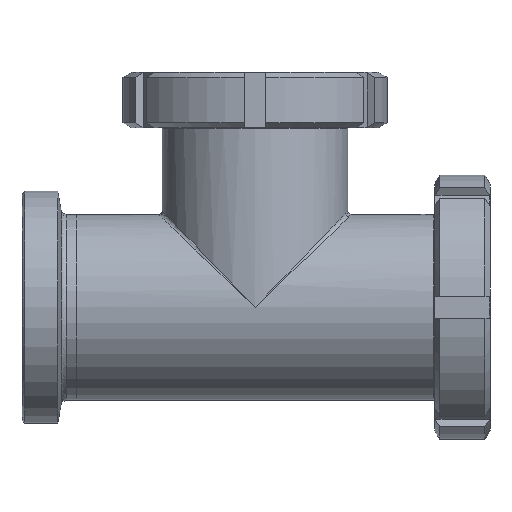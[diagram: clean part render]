
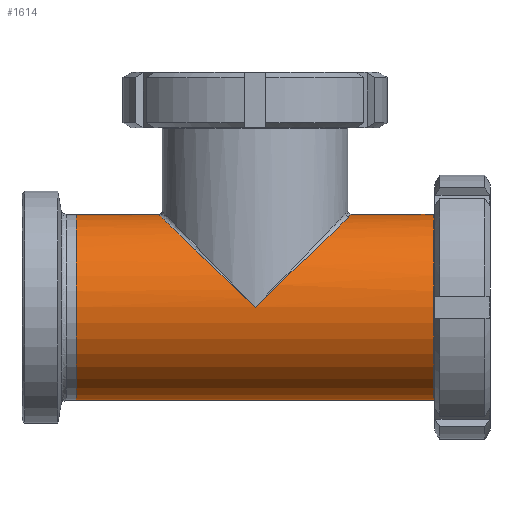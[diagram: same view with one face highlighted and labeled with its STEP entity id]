
A CAD part, front view. The second image highlights one B-rep face of the part: STEP entity #1614.
In plain terms, the highlighted cylindrical face has radius 52 mm (diameter 104 mm), a full revolution.
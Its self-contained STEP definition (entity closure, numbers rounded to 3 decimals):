
#1270=CARTESIAN_POINT('',(0.0,52.0,0.0));
#1271=VERTEX_POINT('',#1270);
#1272=CARTESIAN_POINT('',(0.0,-52.0,0.0));
#1273=VERTEX_POINT('',#1272);
#1274=CARTESIAN_POINT('',(0.0,0.0,0.0));
#1275=DIRECTION('',(0.694,0.0,0.72));
#1276=DIRECTION('',(-0.72,0.0,0.694));
#1277=AXIS2_PLACEMENT_3D('',#1274,#1275,#1276);
#1278=ELLIPSE('',#1277,74.967,52.);
#1279=EDGE_CURVE('',#1271,#1273,#1278,.T.);
#1512=CARTESIAN_POINT('',(0.0,0.0,0.0));
#1513=DIRECTION('',(-0.694,0.0,0.72));
#1514=DIRECTION('',(0.72,0.0,0.694));
#1515=AXIS2_PLACEMENT_3D('',#1512,#1513,#1514);
#1516=ELLIPSE('',#1515,74.967,52.);
#1517=EDGE_CURVE('',#1273,#1271,#1516,.T.);
#1583=CARTESIAN_POINT('',(0.0,0.0,0.0));
#1584=DIRECTION('',(-1.0,0.0,0.0));
#1585=DIRECTION('',(0.0,-1.0,0.0));
#1586=AXIS2_PLACEMENT_3D('',#1583,#1584,#1585);
#1587=CYLINDRICAL_SURFACE('',#1586,52.);
#1588=CARTESIAN_POINT('',(-100.0,-52.,0.0));
#1589=VERTEX_POINT('',#1588);
#1590=CARTESIAN_POINT('',(-100.0,0.0,0.0));
#1591=DIRECTION('',(-1.0,0.0,0.0));
#1592=DIRECTION('',(0.0,-1.0,0.0));
#1593=AXIS2_PLACEMENT_3D('',#1590,#1591,#1592);
#1594=CIRCLE('',#1593,52.);
#1595=EDGE_CURVE('',#1589,#1589,#1594,.T.);
#1596=ORIENTED_EDGE('',*,*,#1595,.F.);
#1597=EDGE_LOOP('',(#1596));
#1598=FACE_OUTER_BOUND('',#1597,.T.);
#1599=ORIENTED_EDGE('',*,*,#1279,.F.);
#1600=ORIENTED_EDGE('',*,*,#1517,.F.);
#1601=EDGE_LOOP('',(#1599,#1600));
#1602=FACE_BOUND('',#1601,.T.);
#1603=CARTESIAN_POINT('',(100.0,-52.,0.0));
#1604=VERTEX_POINT('',#1603);
#1605=CARTESIAN_POINT('',(100.0,0.0,0.0));
#1606=DIRECTION('',(-1.0,0.0,0.0));
#1607=DIRECTION('',(0.0,-1.0,0.0));
#1608=AXIS2_PLACEMENT_3D('',#1605,#1606,#1607);
#1609=CIRCLE('',#1608,52.);
#1610=EDGE_CURVE('',#1604,#1604,#1609,.T.);
#1611=ORIENTED_EDGE('',*,*,#1610,.T.);
#1612=EDGE_LOOP('',(#1611));
#1613=FACE_BOUND('',#1612,.T.);
#1614=ADVANCED_FACE('',(#1598,#1602,#1613),#1587,.T.);
